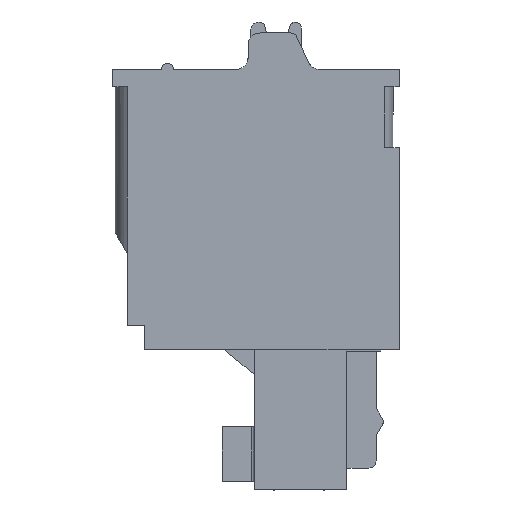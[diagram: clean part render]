
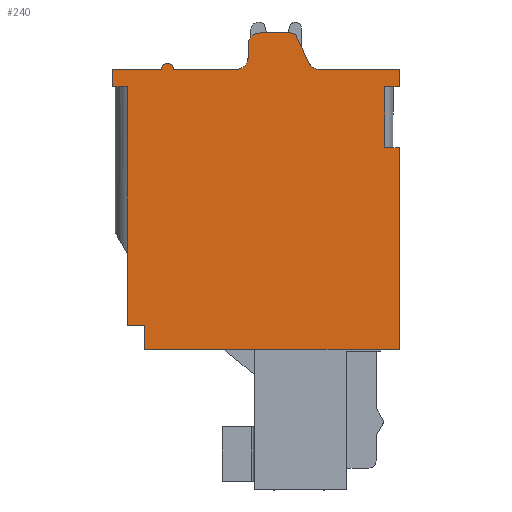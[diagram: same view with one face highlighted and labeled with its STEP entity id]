
A CAD part, left-side view. The second image highlights one B-rep face of the part: STEP entity #240.
In plain terms, the highlighted planar face has unit normal (-1, 0, 0).
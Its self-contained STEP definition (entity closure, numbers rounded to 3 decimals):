
#34=AXIS2_PLACEMENT_3D('Plane Axis2P3D',#31,#32,#33) ;
#105=AXIS2_PLACEMENT_3D('Circle Axis2P3D',#103,#104,$) ;
#119=AXIS2_PLACEMENT_3D('Circle Axis2P3D',#117,#118,$) ;
#156=AXIS2_PLACEMENT_3D('Circle Axis2P3D',#154,#155,$) ;
#163=AXIS2_PLACEMENT_3D('Circle Axis2P3D',#161,#162,$) ;
#31=CARTESIAN_POINT('Axis2P3D Location',(0.,11.75,18.75)) ;
#36=CARTESIAN_POINT('Line Origine',(0.,0.,9.9)) ;
#40=CARTESIAN_POINT('Vertex',(0.,0.,14.05)) ;
#42=CARTESIAN_POINT('Vertex',(0.,0.,5.75)) ;
#45=CARTESIAN_POINT('Line Origine',(0.,0.3,14.05)) ;
#49=CARTESIAN_POINT('Vertex',(0.,0.6,14.05)) ;
#52=CARTESIAN_POINT('Line Origine',(0.,0.6,15.3)) ;
#56=CARTESIAN_POINT('Vertex',(0.,0.6,16.55)) ;
#59=CARTESIAN_POINT('Line Origine',(0.,0.3,16.55)) ;
#63=CARTESIAN_POINT('Vertex',(0.,0.,16.55)) ;
#66=CARTESIAN_POINT('Line Origine',(0.,0.,16.9)) ;
#70=CARTESIAN_POINT('Vertex',(0.,0.,17.25)) ;
#73=CARTESIAN_POINT('Line Origine',(0.,1.631,17.25)) ;
#77=CARTESIAN_POINT('Vertex',(0.,3.262,17.25)) ;
#81=CARTESIAN_POINT('Control Point',(0.,3.715,17.539)) ;
#82=CARTESIAN_POINT('Control Point',(0.,3.696,17.498)) ;
#83=CARTESIAN_POINT('Control Point',(0.,3.672,17.459)) ;
#84=CARTESIAN_POINT('Control Point',(0.,3.644,17.423)) ;
#85=CARTESIAN_POINT('Control Point',(0.,3.58,17.357)) ;
#86=CARTESIAN_POINT('Control Point',(0.,3.503,17.308)) ;
#87=CARTESIAN_POINT('Control Point',(0.,3.462,17.288)) ;
#88=CARTESIAN_POINT('Control Point',(0.,3.397,17.265)) ;
#89=CARTESIAN_POINT('Control Point',(0.,3.33,17.254)) ;
#90=CARTESIAN_POINT('Control Point',(0.,3.308,17.251)) ;
#91=CARTESIAN_POINT('Control Point',(0.,3.285,17.25)) ;
#92=CARTESIAN_POINT('Control Point',(0.,3.262,17.25)) ;
#93=CARTESIAN_POINT('Vertex',(0.,3.715,17.539)) ;
#96=CARTESIAN_POINT('Line Origine',(0.,3.964,18.072)) ;
#100=CARTESIAN_POINT('Vertex',(0.,4.213,18.606)) ;
#103=CARTESIAN_POINT('Axis2P3D Location',(0.,4.44,18.5)) ;
#107=CARTESIAN_POINT('Vertex',(0.,4.44,18.75)) ;
#110=CARTESIAN_POINT('Line Origine',(0.,5.07,18.75)) ;
#114=CARTESIAN_POINT('Vertex',(0.,5.7,18.75)) ;
#117=CARTESIAN_POINT('Axis2P3D Location',(0.,5.7,18.25)) ;
#121=CARTESIAN_POINT('Vertex',(0.,6.2,18.25)) ;
#124=CARTESIAN_POINT('Line Origine',(0.,6.2,18.)) ;
#128=CARTESIAN_POINT('Vertex',(0.,6.2,17.75)) ;
#132=CARTESIAN_POINT('Control Point',(0.,6.7,17.25)) ;
#133=CARTESIAN_POINT('Control Point',(0.,6.637,17.25)) ;
#134=CARTESIAN_POINT('Control Point',(0.,6.574,17.26)) ;
#135=CARTESIAN_POINT('Control Point',(0.,6.514,17.28)) ;
#136=CARTESIAN_POINT('Control Point',(0.,6.4,17.338)) ;
#137=CARTESIAN_POINT('Control Point',(0.,6.31,17.427)) ;
#138=CARTESIAN_POINT('Control Point',(0.,6.273,17.479)) ;
#139=CARTESIAN_POINT('Control Point',(0.,6.23,17.564)) ;
#140=CARTESIAN_POINT('Control Point',(0.,6.207,17.656)) ;
#141=CARTESIAN_POINT('Control Point',(0.,6.202,17.687)) ;
#142=CARTESIAN_POINT('Control Point',(0.,6.2,17.719)) ;
#143=CARTESIAN_POINT('Control Point',(0.,6.2,17.75)) ;
#144=CARTESIAN_POINT('Vertex',(0.,6.7,17.25)) ;
#147=CARTESIAN_POINT('Line Origine',(0.,7.975,17.25)) ;
#151=CARTESIAN_POINT('Vertex',(0.,9.25,17.25)) ;
#154=CARTESIAN_POINT('Axis2P3D Location',(0.,9.5,17.25)) ;
#158=CARTESIAN_POINT('Vertex',(0.,9.5,17.5)) ;
#161=CARTESIAN_POINT('Axis2P3D Location',(0.,9.5,17.25)) ;
#165=CARTESIAN_POINT('Vertex',(0.,9.75,17.25)) ;
#168=CARTESIAN_POINT('Line Origine',(0.,10.75,17.25)) ;
#172=CARTESIAN_POINT('Vertex',(0.,11.75,17.25)) ;
#175=CARTESIAN_POINT('Line Origine',(0.,11.75,16.9)) ;
#179=CARTESIAN_POINT('Vertex',(0.,11.75,16.55)) ;
#182=CARTESIAN_POINT('Line Origine',(0.,11.45,16.55)) ;
#186=CARTESIAN_POINT('Vertex',(0.,11.15,16.55)) ;
#189=CARTESIAN_POINT('Line Origine',(0.,11.15,11.65)) ;
#193=CARTESIAN_POINT('Vertex',(0.,11.15,6.75)) ;
#196=CARTESIAN_POINT('Line Origine',(0.,10.8,6.75)) ;
#200=CARTESIAN_POINT('Vertex',(0.,10.45,6.75)) ;
#203=CARTESIAN_POINT('Line Origine',(0.,10.45,6.25)) ;
#207=CARTESIAN_POINT('Vertex',(0.,10.45,5.75)) ;
#210=CARTESIAN_POINT('Line Origine',(0.,5.225,5.75)) ;
#32=DIRECTION('Axis2P3D Direction',(1.,-0.,0.)) ;
#33=DIRECTION('Axis2P3D XDirection',(0.,0.,-1.)) ;
#37=DIRECTION('Vector Direction',(0.,0.,-1.)) ;
#46=DIRECTION('Vector Direction',(0.,-1.,0.)) ;
#53=DIRECTION('Vector Direction',(0.,0.,-1.)) ;
#60=DIRECTION('Vector Direction',(0.,1.,0.)) ;
#67=DIRECTION('Vector Direction',(0.,0.,-1.)) ;
#74=DIRECTION('Vector Direction',(0.,-1.,0.)) ;
#97=DIRECTION('Vector Direction',(0.,-0.423,-0.906)) ;
#104=DIRECTION('Axis2P3D Direction',(1.,-0.,0.)) ;
#111=DIRECTION('Vector Direction',(0.,-1.,0.)) ;
#118=DIRECTION('Axis2P3D Direction',(1.,-0.,0.)) ;
#125=DIRECTION('Vector Direction',(0.,0.,1.)) ;
#148=DIRECTION('Vector Direction',(0.,-1.,0.)) ;
#155=DIRECTION('Axis2P3D Direction',(1.,-0.,0.)) ;
#162=DIRECTION('Axis2P3D Direction',(1.,-0.,0.)) ;
#169=DIRECTION('Vector Direction',(0.,-1.,0.)) ;
#176=DIRECTION('Vector Direction',(0.,0.,1.)) ;
#183=DIRECTION('Vector Direction',(0.,-1.,0.)) ;
#190=DIRECTION('Vector Direction',(0.,0.,-1.)) ;
#197=DIRECTION('Vector Direction',(0.,1.,0.)) ;
#204=DIRECTION('Vector Direction',(0.,0.,-1.)) ;
#211=DIRECTION('Vector Direction',(0.,-1.,0.)) ;
#38=VECTOR('Line Direction',#37,1.) ;
#47=VECTOR('Line Direction',#46,1.) ;
#54=VECTOR('Line Direction',#53,1.) ;
#61=VECTOR('Line Direction',#60,1.) ;
#68=VECTOR('Line Direction',#67,1.) ;
#75=VECTOR('Line Direction',#74,1.) ;
#98=VECTOR('Line Direction',#97,1.) ;
#112=VECTOR('Line Direction',#111,1.) ;
#126=VECTOR('Line Direction',#125,1.) ;
#149=VECTOR('Line Direction',#148,1.) ;
#170=VECTOR('Line Direction',#169,1.) ;
#177=VECTOR('Line Direction',#176,1.) ;
#184=VECTOR('Line Direction',#183,1.) ;
#191=VECTOR('Line Direction',#190,1.) ;
#198=VECTOR('Line Direction',#197,1.) ;
#205=VECTOR('Line Direction',#204,1.) ;
#212=VECTOR('Line Direction',#211,1.) ;
#216=ORIENTED_EDGE('',*,*,#44,.F.) ;
#217=ORIENTED_EDGE('',*,*,#51,.F.) ;
#218=ORIENTED_EDGE('',*,*,#58,.F.) ;
#219=ORIENTED_EDGE('',*,*,#65,.F.) ;
#220=ORIENTED_EDGE('',*,*,#72,.F.) ;
#221=ORIENTED_EDGE('',*,*,#79,.F.) ;
#222=ORIENTED_EDGE('',*,*,#95,.F.) ;
#223=ORIENTED_EDGE('',*,*,#102,.F.) ;
#224=ORIENTED_EDGE('',*,*,#109,.F.) ;
#225=ORIENTED_EDGE('',*,*,#116,.F.) ;
#226=ORIENTED_EDGE('',*,*,#123,.F.) ;
#227=ORIENTED_EDGE('',*,*,#130,.F.) ;
#228=ORIENTED_EDGE('',*,*,#146,.F.) ;
#229=ORIENTED_EDGE('',*,*,#153,.F.) ;
#230=ORIENTED_EDGE('',*,*,#160,.F.) ;
#231=ORIENTED_EDGE('',*,*,#167,.F.) ;
#232=ORIENTED_EDGE('',*,*,#174,.F.) ;
#233=ORIENTED_EDGE('',*,*,#181,.F.) ;
#234=ORIENTED_EDGE('',*,*,#188,.T.) ;
#235=ORIENTED_EDGE('',*,*,#195,.T.) ;
#236=ORIENTED_EDGE('',*,*,#202,.F.) ;
#237=ORIENTED_EDGE('',*,*,#209,.T.) ;
#238=ORIENTED_EDGE('',*,*,#214,.T.) ;
#240=ADVANCED_FACE('MANIFOLD_SOLID_BREP #10896',(#239),#35,.F.) ;
#80=B_SPLINE_CURVE_WITH_KNOTS('',5,(#81,#82,#83,#84,#85,#86,#87,#88,#89,#90,#91,#92),.UNSPECIFIED.,.F.,.U.,(6,3,3,6),(0.,0.321,0.642,0.802),.UNSPECIFIED.) ;
#131=B_SPLINE_CURVE_WITH_KNOTS('',5,(#132,#133,#134,#135,#136,#137,#138,#139,#140,#141,#142,#143),.UNSPECIFIED.,.F.,.U.,(6,3,3,6),(0.,0.444,0.889,1.11),.UNSPECIFIED.) ;
#106=CIRCLE('generated circle',#105,0.25) ;
#120=CIRCLE('generated circle',#119,0.5) ;
#157=CIRCLE('generated circle',#156,0.25) ;
#164=CIRCLE('generated circle',#163,0.25) ;
#44=EDGE_CURVE('',#41,#43,#39,.T.) ;
#51=EDGE_CURVE('',#50,#41,#48,.T.) ;
#58=EDGE_CURVE('',#57,#50,#55,.T.) ;
#65=EDGE_CURVE('',#64,#57,#62,.T.) ;
#72=EDGE_CURVE('',#71,#64,#69,.T.) ;
#79=EDGE_CURVE('',#78,#71,#76,.T.) ;
#95=EDGE_CURVE('',#94,#78,#80,.T.) ;
#102=EDGE_CURVE('',#101,#94,#99,.T.) ;
#109=EDGE_CURVE('',#108,#101,#106,.T.) ;
#116=EDGE_CURVE('',#115,#108,#113,.T.) ;
#123=EDGE_CURVE('',#122,#115,#120,.T.) ;
#130=EDGE_CURVE('',#129,#122,#127,.T.) ;
#146=EDGE_CURVE('',#145,#129,#131,.T.) ;
#153=EDGE_CURVE('',#152,#145,#150,.T.) ;
#160=EDGE_CURVE('',#159,#152,#157,.T.) ;
#167=EDGE_CURVE('',#166,#159,#164,.T.) ;
#174=EDGE_CURVE('',#173,#166,#171,.T.) ;
#181=EDGE_CURVE('',#180,#173,#178,.T.) ;
#188=EDGE_CURVE('',#180,#187,#185,.T.) ;
#195=EDGE_CURVE('',#187,#194,#192,.T.) ;
#202=EDGE_CURVE('',#201,#194,#199,.T.) ;
#209=EDGE_CURVE('',#201,#208,#206,.T.) ;
#214=EDGE_CURVE('',#208,#43,#213,.T.) ;
#215=EDGE_LOOP('',(#216,#217,#218,#219,#220,#221,#222,#223,#224,#225,#226,#227,#228,#229,#230,#231,#232,#233,#234,#235,#236,#237,#238)) ;
#239=FACE_OUTER_BOUND('',#215,.T.) ;
#39=LINE('Line',#36,#38) ;
#48=LINE('Line',#45,#47) ;
#55=LINE('Line',#52,#54) ;
#62=LINE('Line',#59,#61) ;
#69=LINE('Line',#66,#68) ;
#76=LINE('Line',#73,#75) ;
#99=LINE('Line',#96,#98) ;
#113=LINE('Line',#110,#112) ;
#127=LINE('Line',#124,#126) ;
#150=LINE('Line',#147,#149) ;
#171=LINE('Line',#168,#170) ;
#178=LINE('Line',#175,#177) ;
#185=LINE('Line',#182,#184) ;
#192=LINE('Line',#189,#191) ;
#199=LINE('Line',#196,#198) ;
#206=LINE('Line',#203,#205) ;
#213=LINE('Line',#210,#212) ;
#35=PLANE('',#34) ;
#41=VERTEX_POINT('',#40) ;
#43=VERTEX_POINT('',#42) ;
#50=VERTEX_POINT('',#49) ;
#57=VERTEX_POINT('',#56) ;
#64=VERTEX_POINT('',#63) ;
#71=VERTEX_POINT('',#70) ;
#78=VERTEX_POINT('',#77) ;
#94=VERTEX_POINT('',#93) ;
#101=VERTEX_POINT('',#100) ;
#108=VERTEX_POINT('',#107) ;
#115=VERTEX_POINT('',#114) ;
#122=VERTEX_POINT('',#121) ;
#129=VERTEX_POINT('',#128) ;
#145=VERTEX_POINT('',#144) ;
#152=VERTEX_POINT('',#151) ;
#159=VERTEX_POINT('',#158) ;
#166=VERTEX_POINT('',#165) ;
#173=VERTEX_POINT('',#172) ;
#180=VERTEX_POINT('',#179) ;
#187=VERTEX_POINT('',#186) ;
#194=VERTEX_POINT('',#193) ;
#201=VERTEX_POINT('',#200) ;
#208=VERTEX_POINT('',#207) ;
